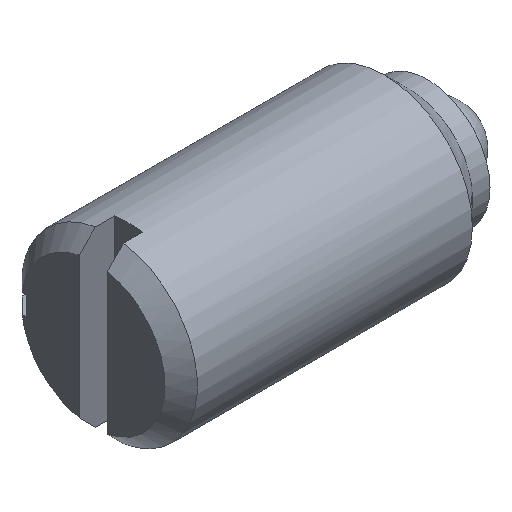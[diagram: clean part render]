
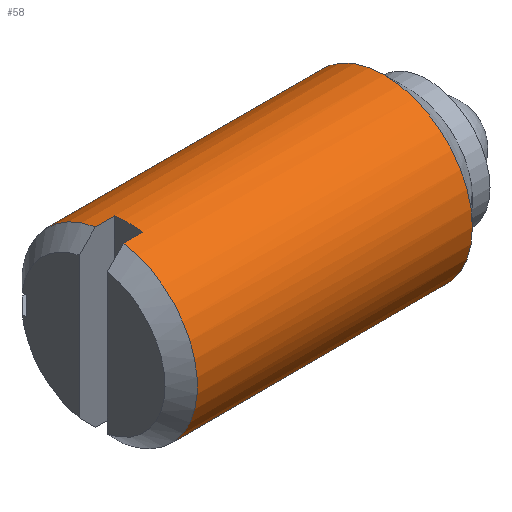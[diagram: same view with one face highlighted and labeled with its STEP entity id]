
A CAD part, isometric view. The second image highlights one B-rep face of the part: STEP entity #58.
In plain terms, the highlighted cylindrical face has radius 5 mm (diameter 10 mm), a full revolution.
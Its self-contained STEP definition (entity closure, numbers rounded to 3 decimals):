
#58 = ADVANCED_FACE( '', ( #138, #139 ), #140, .T. );
#138 = FACE_OUTER_BOUND( '', #243, .T. );
#139 = FACE_OUTER_BOUND( '', #244, .T. );
#140 = CYLINDRICAL_SURFACE( '', #245, 5. );
#243 = EDGE_LOOP( '', ( #351 ) );
#244 = EDGE_LOOP( '', ( #352, #353, #354, #355, #356, #357, #358, #359, #360, #361, #362, #363, #364, #365, #366, #367 ) );
#245 = AXIS2_PLACEMENT_3D( '', #368, #369, #370 );
#351 = ORIENTED_EDGE( '', *, *, #592, .F. );
#352 = ORIENTED_EDGE( '', *, *, #593, .F. );
#353 = ORIENTED_EDGE( '', *, *, #594, .T. );
#354 = ORIENTED_EDGE( '', *, *, #595, .T. );
#355 = ORIENTED_EDGE( '', *, *, #596, .T. );
#356 = ORIENTED_EDGE( '', *, *, #597, .T. );
#357 = ORIENTED_EDGE( '', *, *, #598, .F. );
#358 = ORIENTED_EDGE( '', *, *, #599, .F. );
#359 = ORIENTED_EDGE( '', *, *, #600, .F. );
#360 = ORIENTED_EDGE( '', *, *, #601, .T. );
#361 = ORIENTED_EDGE( '', *, *, #602, .F. );
#362 = ORIENTED_EDGE( '', *, *, #603, .F. );
#363 = ORIENTED_EDGE( '', *, *, #604, .F. );
#364 = ORIENTED_EDGE( '', *, *, #605, .T. );
#365 = ORIENTED_EDGE( '', *, *, #606, .F. );
#366 = ORIENTED_EDGE( '', *, *, #607, .F. );
#367 = ORIENTED_EDGE( '', *, *, #608, .F. );
#368 = CARTESIAN_POINT( '', ( 19., 0., 0. ) );
#369 = DIRECTION( '', ( -1., 0., 0. ) );
#370 = DIRECTION( '', ( 0., 0., -1. ) );
#592 = EDGE_CURVE( '', #694, #694, #695, .T. );
#593 = EDGE_CURVE( '', #696, #697, #698, .T. );
#594 = EDGE_CURVE( '', #696, #699, #700, .F. );
#595 = EDGE_CURVE( '', #699, #701, #702, .F. );
#596 = EDGE_CURVE( '', #701, #703, #704, .F. );
#597 = EDGE_CURVE( '', #703, #705, #706, .T. );
#598 = EDGE_CURVE( '', #707, #705, #708, .F. );
#599 = EDGE_CURVE( '', #709, #707, #710, .T. );
#600 = EDGE_CURVE( '', #711, #709, #712, .T. );
#601 = EDGE_CURVE( '', #711, #713, #714, .T. );
#602 = EDGE_CURVE( '', #715, #713, #716, .F. );
#603 = EDGE_CURVE( '', #717, #715, #718, .T. );
#604 = EDGE_CURVE( '', #719, #717, #720, .T. );
#605 = EDGE_CURVE( '', #719, #721, #722, .T. );
#606 = EDGE_CURVE( '', #723, #721, #724, .F. );
#607 = EDGE_CURVE( '', #725, #723, #726, .F. );
#608 = EDGE_CURVE( '', #697, #725, #727, .F. );
#694 = VERTEX_POINT( '', #834 );
#695 = CIRCLE( '', #835, 5. );
#696 = VERTEX_POINT( '', #836 );
#697 = VERTEX_POINT( '', #837 );
#698 = CIRCLE( '', #838, 5. );
#699 = VERTEX_POINT( '', #839 );
#700 = LINE( '', #840, #841 );
#701 = VERTEX_POINT( '', #842 );
#702 = LINE( '', #843, #844 );
#703 = VERTEX_POINT( '', #845 );
#704 = LINE( '', #846, #847 );
#705 = VERTEX_POINT( '', #848 );
#706 = CIRCLE( '', #849, 5. );
#707 = VERTEX_POINT( '', #850 );
#708 = LINE( '', #851, #852 );
#709 = VERTEX_POINT( '', #853 );
#710 = CIRCLE( '', #854, 5. );
#711 = VERTEX_POINT( '', #855 );
#712 = LINE( '', #856, #857 );
#713 = VERTEX_POINT( '', #858 );
#714 = CIRCLE( '', #859, 5. );
#715 = VERTEX_POINT( '', #860 );
#716 = LINE( '', #861, #862 );
#717 = VERTEX_POINT( '', #863 );
#718 = CIRCLE( '', #864, 5. );
#719 = VERTEX_POINT( '', #865 );
#720 = LINE( '', #866, #867 );
#721 = VERTEX_POINT( '', #868 );
#722 = CIRCLE( '', #869, 5. );
#723 = VERTEX_POINT( '', #870 );
#724 = LINE( '', #871, #872 );
#725 = VERTEX_POINT( '', #873 );
#726 = LINE( '', #874, #875 );
#727 = LINE( '', #876, #877 );
#834 = CARTESIAN_POINT( '', ( 16.55, 0., -5. ) );
#835 = AXIS2_PLACEMENT_3D( '', #1020, #1021, #1022 );
#836 = CARTESIAN_POINT( '', ( 15., 4.97, 0.55 ) );
#837 = CARTESIAN_POINT( '', ( 15., 4.97, -0.55 ) );
#838 = AXIS2_PLACEMENT_3D( '', #1023, #1024, #1025 );
#839 = CARTESIAN_POINT( '', ( 13., 4.97, 0.55 ) );
#840 = CARTESIAN_POINT( '', ( 19., 4.97, 0.55 ) );
#841 = VECTOR( '', #1026, 1000. );
#842 = CARTESIAN_POINT( '', ( 4., 4.97, 0.55 ) );
#843 = CARTESIAN_POINT( '', ( 19., 4.97, 0.55 ) );
#844 = VECTOR( '', #1027, 1000. );
#845 = CARTESIAN_POINT( '', ( 0.92, 4.97, 0.55 ) );
#846 = CARTESIAN_POINT( '', ( 19., 4.97, 0.55 ) );
#847 = VECTOR( '', #1028, 1000. );
#848 = CARTESIAN_POINT( '', ( 0.92, 0.8, 4.936 ) );
#849 = AXIS2_PLACEMENT_3D( '', #1029, #1030, #1031 );
#850 = CARTESIAN_POINT( '', ( 2., 0.8, 4.936 ) );
#851 = CARTESIAN_POINT( '', ( 19., 0.8, 4.936 ) );
#852 = VECTOR( '', #1032, 1000. );
#853 = CARTESIAN_POINT( '', ( 2., -0.8, 4.936 ) );
#854 = AXIS2_PLACEMENT_3D( '', #1033, #1034, #1035 );
#855 = CARTESIAN_POINT( '', ( 0.92, -0.8, 4.936 ) );
#856 = CARTESIAN_POINT( '', ( 19., -0.8, 4.936 ) );
#857 = VECTOR( '', #1036, 1000. );
#858 = CARTESIAN_POINT( '', ( 0.92, -0.8, -4.936 ) );
#859 = AXIS2_PLACEMENT_3D( '', #1037, #1038, #1039 );
#860 = CARTESIAN_POINT( '', ( 2., -0.8, -4.936 ) );
#861 = CARTESIAN_POINT( '', ( 19., -0.8, -4.936 ) );
#862 = VECTOR( '', #1040, 1000. );
#863 = CARTESIAN_POINT( '', ( 2., 0.8, -4.936 ) );
#864 = AXIS2_PLACEMENT_3D( '', #1041, #1042, #1043 );
#865 = CARTESIAN_POINT( '', ( 0.92, 0.8, -4.936 ) );
#866 = CARTESIAN_POINT( '', ( 19., 0.8, -4.936 ) );
#867 = VECTOR( '', #1044, 1000. );
#868 = CARTESIAN_POINT( '', ( 0.92, 4.97, -0.55 ) );
#869 = AXIS2_PLACEMENT_3D( '', #1045, #1046, #1047 );
#870 = CARTESIAN_POINT( '', ( 4., 4.97, -0.55 ) );
#871 = CARTESIAN_POINT( '', ( 19., 4.97, -0.55 ) );
#872 = VECTOR( '', #1048, 1000. );
#873 = CARTESIAN_POINT( '', ( 13., 4.97, -0.55 ) );
#874 = CARTESIAN_POINT( '', ( 19., 4.97, -0.55 ) );
#875 = VECTOR( '', #1049, 1000. );
#876 = CARTESIAN_POINT( '', ( 19., 4.97, -0.55 ) );
#877 = VECTOR( '', #1050, 1000. );
#1020 = CARTESIAN_POINT( '', ( 16.55, 0., 0. ) );
#1021 = DIRECTION( '', ( 1., 0., 0. ) );
#1022 = DIRECTION( '', ( 0., 0., -1. ) );
#1023 = CARTESIAN_POINT( '', ( 15., 0., 0. ) );
#1024 = DIRECTION( '', ( -1., 0., 0. ) );
#1025 = DIRECTION( '', ( 0., 0., 1. ) );
#1026 = DIRECTION( '', ( 1., 0., 0. ) );
#1027 = DIRECTION( '', ( 1., 0., 0. ) );
#1028 = DIRECTION( '', ( 1., 0., 0. ) );
#1029 = CARTESIAN_POINT( '', ( 0.92, 0., 0. ) );
#1030 = DIRECTION( '', ( 1., 0., 0. ) );
#1031 = DIRECTION( '', ( 0., 0., -1. ) );
#1032 = DIRECTION( '', ( 1., 0., 0. ) );
#1033 = CARTESIAN_POINT( '', ( 2., 0., 0. ) );
#1034 = DIRECTION( '', ( -1., 0., 0. ) );
#1035 = DIRECTION( '', ( 0., 0., 1. ) );
#1036 = DIRECTION( '', ( 1., 0., 0. ) );
#1037 = CARTESIAN_POINT( '', ( 0.92, 0., 0. ) );
#1038 = DIRECTION( '', ( 1., 0., 0. ) );
#1039 = DIRECTION( '', ( 0., 0., -1. ) );
#1040 = DIRECTION( '', ( 1., 0., 0. ) );
#1041 = CARTESIAN_POINT( '', ( 2., 0., 0. ) );
#1042 = DIRECTION( '', ( -1., 0., 0. ) );
#1043 = DIRECTION( '', ( 0., 0., 1. ) );
#1044 = DIRECTION( '', ( 1., 0., 0. ) );
#1045 = CARTESIAN_POINT( '', ( 0.92, 0., 0. ) );
#1046 = DIRECTION( '', ( 1., 0., 0. ) );
#1047 = DIRECTION( '', ( 0., 0., -1. ) );
#1048 = DIRECTION( '', ( 1., 0., 0. ) );
#1049 = DIRECTION( '', ( 1., 0., 0. ) );
#1050 = DIRECTION( '', ( 1., 0., 0. ) );
